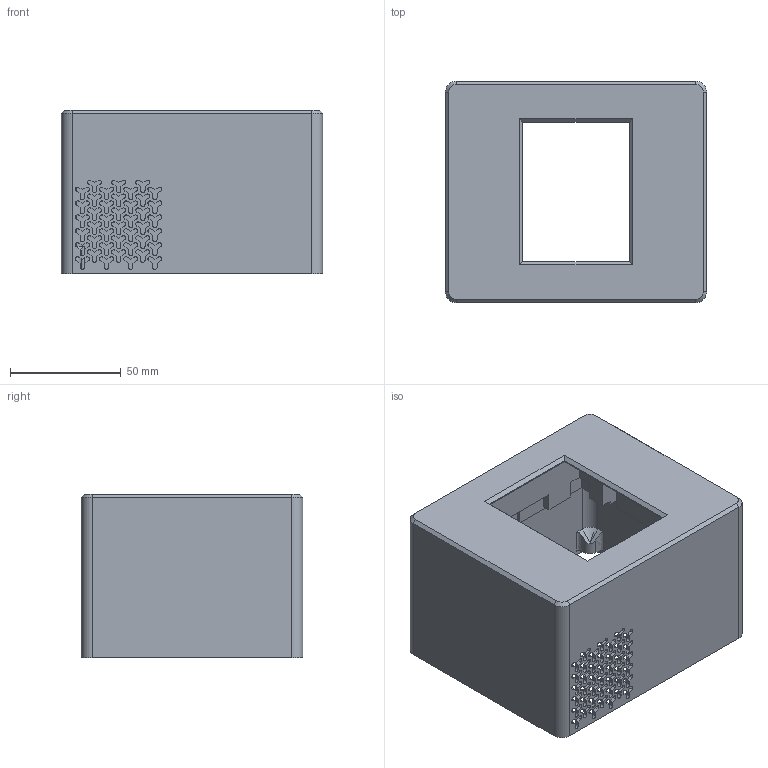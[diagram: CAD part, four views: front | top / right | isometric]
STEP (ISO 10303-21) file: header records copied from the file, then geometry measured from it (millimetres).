
FILE_DESCRIPTION (( 'STEP AP214' ), '1' );
FILE_NAME ('housing.STEP', '2024-06-17T19:35:17', ( '' ), ( '' ), 'SwSTEP 2.0', 'SolidWorks 2022', '' );
FILE_SCHEMA (( 'AUTOMOTIVE_DESIGN' ));
Length unit declared in the file: millimetre
Products named in the file (1): housing
Bounding box: 118 x 100 x 74 mm (x, y, z)
Volume: 153940.1 mm3; surface area: 91016.2 mm2
Topology: 1 solids, 1 shells, 633 faces, 1843 edges, 1211 vertices
Faces by surface type: plane 408, cylinder 199, cone 18, bspline 8
Entity records: 21199 total; most frequent: CARTESIAN_POINT 3955, ORIENTED_EDGE 3680, DIRECTION 3483, EDGE_CURVE 1840, VECTOR 1389, LINE 1389, VERTEX_POINT 1211, AXIS2_PLACEMENT_3D 1047
